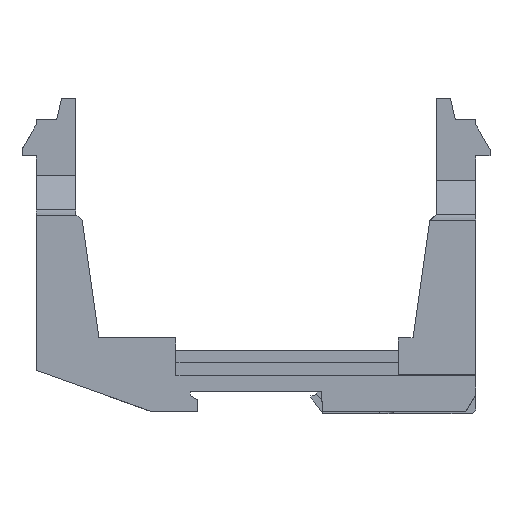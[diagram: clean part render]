
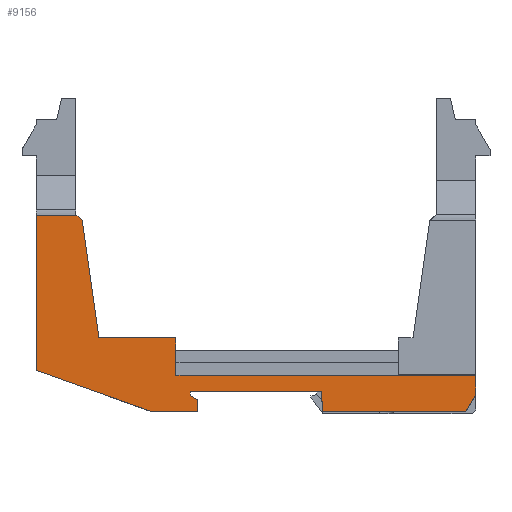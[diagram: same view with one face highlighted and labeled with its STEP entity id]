
A CAD part, left-side view. The second image highlights one B-rep face of the part: STEP entity #9156.
In plain terms, the highlighted planar face has unit normal (-1, 0, 0).
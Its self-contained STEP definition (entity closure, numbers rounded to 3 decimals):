
#9041=AXIS2_PLACEMENT_3D('Plane Axis2P3D',#9038,#9039,#9040) ;
#4131=CARTESIAN_POINT('Vertex',(0.,91.313,0.5)) ;
#4134=CARTESIAN_POINT('Line Origine',(0.,107.024,6.119)) ;
#4138=CARTESIAN_POINT('Vertex',(0.,122.734,11.739)) ;
#4351=CARTESIAN_POINT('Vertex',(0.,81.017,6.)) ;
#4354=CARTESIAN_POINT('Line Origine',(0.,81.036,5.461)) ;
#4358=CARTESIAN_POINT('Vertex',(0.,81.055,4.922)) ;
#9021=CARTESIAN_POINT('Vertex',(0.,79.017,0.5)) ;
#9024=CARTESIAN_POINT('Line Origine',(0.,85.165,0.5)) ;
#9038=CARTESIAN_POINT('Axis2P3D Location',(0.,44.35,8.8)) ;
#9043=CARTESIAN_POINT('Line Origine',(0.,117.341,53.716)) ;
#9047=CARTESIAN_POINT('Vertex',(0.,122.734,53.716)) ;
#9049=CARTESIAN_POINT('Vertex',(0.,111.947,53.716)) ;
#9052=CARTESIAN_POINT('Line Origine',(0.,122.734,32.727)) ;
#9057=CARTESIAN_POINT('Line Origine',(0.,79.017,2.125)) ;
#9061=CARTESIAN_POINT('Vertex',(0.,79.017,3.75)) ;
#9064=CARTESIAN_POINT('Line Origine',(0.,80.036,4.336)) ;
#9069=CARTESIAN_POINT('Line Origine',(0.,63.267,6.)) ;
#9073=CARTESIAN_POINT('Vertex',(0.,45.517,6.)) ;
#9076=CARTESIAN_POINT('Line Origine',(0.,45.421,3.25)) ;
#9080=CARTESIAN_POINT('Vertex',(0.,45.325,0.5)) ;
#9083=CARTESIAN_POINT('Line Origine',(0.,25.934,0.5)) ;
#9087=CARTESIAN_POINT('Vertex',(0.,6.542,0.5)) ;
#9090=CARTESIAN_POINT('Line Origine',(0.,5.171,2.875)) ;
#9094=CARTESIAN_POINT('Vertex',(0.,3.8,5.25)) ;
#9097=CARTESIAN_POINT('Line Origine',(0.,3.8,7.8)) ;
#9101=CARTESIAN_POINT('Vertex',(0.,3.8,10.35)) ;
#9104=CARTESIAN_POINT('Line Origine',(0.,44.35,10.35)) ;
#9108=CARTESIAN_POINT('Vertex',(0.,84.9,10.35)) ;
#9111=CARTESIAN_POINT('Line Origine',(0.,84.9,15.425)) ;
#9115=CARTESIAN_POINT('Vertex',(0.,84.9,20.5)) ;
#9118=CARTESIAN_POINT('Line Origine',(0.,95.317,20.5)) ;
#9122=CARTESIAN_POINT('Vertex',(0.,105.734,20.5)) ;
#9125=CARTESIAN_POINT('Line Origine',(0.,108.003,36.382)) ;
#9129=CARTESIAN_POINT('Vertex',(0.,110.272,52.264)) ;
#9132=CARTESIAN_POINT('Line Origine',(0.,111.109,52.99)) ;
#4135=DIRECTION('Vector Direction',(0.,-0.942,-0.337)) ;
#4355=DIRECTION('Vector Direction',(0.,0.035,-0.999)) ;
#9025=DIRECTION('Vector Direction',(0.,-1.,0.)) ;
#9039=DIRECTION('Axis2P3D Direction',(-1.,0.,0.)) ;
#9040=DIRECTION('Axis2P3D XDirection',(0.,-1.,0.)) ;
#9044=DIRECTION('Vector Direction',(0.,-1.,0.)) ;
#9053=DIRECTION('Vector Direction',(0.,0.,1.)) ;
#9058=DIRECTION('Vector Direction',(0.,0.,1.)) ;
#9065=DIRECTION('Vector Direction',(0.,0.867,0.498)) ;
#9070=DIRECTION('Vector Direction',(0.,-1.,0.)) ;
#9077=DIRECTION('Vector Direction',(0.,0.035,0.999)) ;
#9084=DIRECTION('Vector Direction',(0.,-1.,0.)) ;
#9091=DIRECTION('Vector Direction',(0.,0.5,-0.866)) ;
#9098=DIRECTION('Vector Direction',(0.,0.,1.)) ;
#9105=DIRECTION('Vector Direction',(0.,1.,0.)) ;
#9112=DIRECTION('Vector Direction',(0.,0.,1.)) ;
#9119=DIRECTION('Vector Direction',(0.,1.,0.)) ;
#9126=DIRECTION('Vector Direction',(0.,0.141,0.99)) ;
#9133=DIRECTION('Vector Direction',(0.,0.755,0.655)) ;
#4136=VECTOR('Line Direction',#4135,1.) ;
#4356=VECTOR('Line Direction',#4355,1.) ;
#9026=VECTOR('Line Direction',#9025,1.) ;
#9045=VECTOR('Line Direction',#9044,1.) ;
#9054=VECTOR('Line Direction',#9053,1.) ;
#9059=VECTOR('Line Direction',#9058,1.) ;
#9066=VECTOR('Line Direction',#9065,1.) ;
#9071=VECTOR('Line Direction',#9070,1.) ;
#9078=VECTOR('Line Direction',#9077,1.) ;
#9085=VECTOR('Line Direction',#9084,1.) ;
#9092=VECTOR('Line Direction',#9091,1.) ;
#9099=VECTOR('Line Direction',#9098,1.) ;
#9106=VECTOR('Line Direction',#9105,1.) ;
#9113=VECTOR('Line Direction',#9112,1.) ;
#9120=VECTOR('Line Direction',#9119,1.) ;
#9127=VECTOR('Line Direction',#9126,1.) ;
#9134=VECTOR('Line Direction',#9133,1.) ;
#9138=ORIENTED_EDGE('',*,*,#9051,.F.) ;
#9139=ORIENTED_EDGE('',*,*,#9056,.F.) ;
#9140=ORIENTED_EDGE('',*,*,#4140,.T.) ;
#9141=ORIENTED_EDGE('',*,*,#9028,.T.) ;
#9142=ORIENTED_EDGE('',*,*,#9063,.T.) ;
#9143=ORIENTED_EDGE('',*,*,#9068,.T.) ;
#9144=ORIENTED_EDGE('',*,*,#4360,.F.) ;
#9145=ORIENTED_EDGE('',*,*,#9075,.T.) ;
#9146=ORIENTED_EDGE('',*,*,#9082,.F.) ;
#9147=ORIENTED_EDGE('',*,*,#9089,.T.) ;
#9148=ORIENTED_EDGE('',*,*,#9096,.F.) ;
#9149=ORIENTED_EDGE('',*,*,#9103,.T.) ;
#9150=ORIENTED_EDGE('',*,*,#9110,.T.) ;
#9151=ORIENTED_EDGE('',*,*,#9117,.T.) ;
#9152=ORIENTED_EDGE('',*,*,#9124,.T.) ;
#9153=ORIENTED_EDGE('',*,*,#9131,.T.) ;
#9154=ORIENTED_EDGE('',*,*,#9136,.T.) ;
#9156=ADVANCED_FACE('Hauptkoerper',(#9155),#9042,.T.) ;
#4140=EDGE_CURVE('',#4139,#4132,#4137,.T.) ;
#4360=EDGE_CURVE('',#4352,#4359,#4357,.T.) ;
#9028=EDGE_CURVE('',#4132,#9022,#9027,.T.) ;
#9051=EDGE_CURVE('',#9048,#9050,#9046,.T.) ;
#9056=EDGE_CURVE('',#4139,#9048,#9055,.T.) ;
#9063=EDGE_CURVE('',#9022,#9062,#9060,.T.) ;
#9068=EDGE_CURVE('',#9062,#4359,#9067,.T.) ;
#9075=EDGE_CURVE('',#4352,#9074,#9072,.T.) ;
#9082=EDGE_CURVE('',#9081,#9074,#9079,.T.) ;
#9089=EDGE_CURVE('',#9081,#9088,#9086,.T.) ;
#9096=EDGE_CURVE('',#9095,#9088,#9093,.T.) ;
#9103=EDGE_CURVE('',#9095,#9102,#9100,.T.) ;
#9110=EDGE_CURVE('',#9102,#9109,#9107,.T.) ;
#9117=EDGE_CURVE('',#9109,#9116,#9114,.T.) ;
#9124=EDGE_CURVE('',#9116,#9123,#9121,.T.) ;
#9131=EDGE_CURVE('',#9123,#9130,#9128,.T.) ;
#9136=EDGE_CURVE('',#9130,#9050,#9135,.T.) ;
#9137=EDGE_LOOP('',(#9138,#9139,#9140,#9141,#9142,#9143,#9144,#9145,#9146,#9147,#9148,#9149,#9150,#9151,#9152,#9153,#9154)) ;
#9155=FACE_OUTER_BOUND('',#9137,.T.) ;
#4137=LINE('Line',#4134,#4136) ;
#4357=LINE('Line',#4354,#4356) ;
#9027=LINE('Line',#9024,#9026) ;
#9046=LINE('Line',#9043,#9045) ;
#9055=LINE('Line',#9052,#9054) ;
#9060=LINE('Line',#9057,#9059) ;
#9067=LINE('Line',#9064,#9066) ;
#9072=LINE('Line',#9069,#9071) ;
#9079=LINE('Line',#9076,#9078) ;
#9086=LINE('Line',#9083,#9085) ;
#9093=LINE('Line',#9090,#9092) ;
#9100=LINE('Line',#9097,#9099) ;
#9107=LINE('Line',#9104,#9106) ;
#9114=LINE('Line',#9111,#9113) ;
#9121=LINE('Line',#9118,#9120) ;
#9128=LINE('Line',#9125,#9127) ;
#9135=LINE('Line',#9132,#9134) ;
#9042=PLANE('',#9041) ;
#4132=VERTEX_POINT('',#4131) ;
#4139=VERTEX_POINT('',#4138) ;
#4352=VERTEX_POINT('',#4351) ;
#4359=VERTEX_POINT('',#4358) ;
#9022=VERTEX_POINT('',#9021) ;
#9048=VERTEX_POINT('',#9047) ;
#9050=VERTEX_POINT('',#9049) ;
#9062=VERTEX_POINT('',#9061) ;
#9074=VERTEX_POINT('',#9073) ;
#9081=VERTEX_POINT('',#9080) ;
#9088=VERTEX_POINT('',#9087) ;
#9095=VERTEX_POINT('',#9094) ;
#9102=VERTEX_POINT('',#9101) ;
#9109=VERTEX_POINT('',#9108) ;
#9116=VERTEX_POINT('',#9115) ;
#9123=VERTEX_POINT('',#9122) ;
#9130=VERTEX_POINT('',#9129) ;
